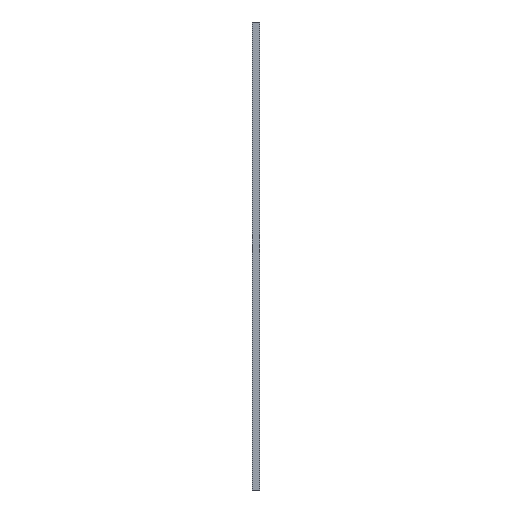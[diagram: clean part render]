
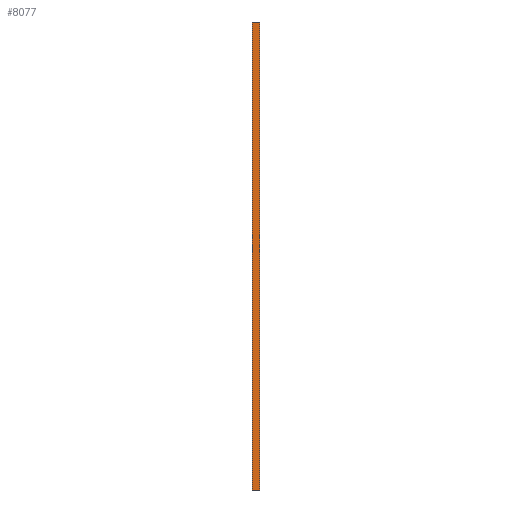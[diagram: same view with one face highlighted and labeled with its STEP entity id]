
A CAD part, left-side view. The second image highlights one B-rep face of the part: STEP entity #8077.
In plain terms, the highlighted planar face has unit normal (-1, 0, 0).
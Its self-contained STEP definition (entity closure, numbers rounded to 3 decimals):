
#545=FACE_OUTER_BOUND('',#915,.T.);
#915=EDGE_LOOP('',(#6591,#6592,#6593,#6594));
#2179=LINE('',#12501,#3283);
#2180=LINE('',#12503,#3284);
#2181=LINE('',#12505,#3285);
#2182=LINE('',#12506,#3286);
#3283=VECTOR('',#10291,10.);
#3284=VECTOR('',#10292,10.);
#3285=VECTOR('',#10293,10.);
#3286=VECTOR('',#10294,10.);
#4023=VERTEX_POINT('',#12499);
#4024=VERTEX_POINT('',#12500);
#4025=VERTEX_POINT('',#12502);
#4026=VERTEX_POINT('',#12504);
#5123=EDGE_CURVE('',#4023,#4024,#2179,.T.);
#5124=EDGE_CURVE('',#4023,#4025,#2180,.T.);
#5125=EDGE_CURVE('',#4026,#4025,#2181,.T.);
#5126=EDGE_CURVE('',#4024,#4026,#2182,.T.);
#6591=ORIENTED_EDGE('',*,*,#5123,.F.);
#6592=ORIENTED_EDGE('',*,*,#5124,.T.);
#6593=ORIENTED_EDGE('',*,*,#5125,.F.);
#6594=ORIENTED_EDGE('',*,*,#5126,.F.);
#7707=PLANE('',#8461);
#8077=ADVANCED_FACE('',(#545),#7707,.T.);
#8461=AXIS2_PLACEMENT_3D('',#12498,#10289,#10290);
#10289=DIRECTION('center_axis',(-1.,0.,0.));
#10290=DIRECTION('ref_axis',(0.,0.,1.));
#10291=DIRECTION('',(0.,0.,-1.));
#10292=DIRECTION('',(0.,1.,0.));
#10293=DIRECTION('',(0.,0.,1.));
#10294=DIRECTION('',(0.,1.,0.));
#12498=CARTESIAN_POINT('Origin',(0.095,0.,-95.508));
#12499=CARTESIAN_POINT('',(0.095,0.,-0.258));
#12500=CARTESIAN_POINT('',(0.095,0.,-95.508));
#12501=CARTESIAN_POINT('',(0.095,0.,-0.258));
#12502=CARTESIAN_POINT('',(0.095,1.6,-0.258));
#12503=CARTESIAN_POINT('',(0.095,0.,-0.258));
#12504=CARTESIAN_POINT('',(0.095,1.6,-95.508));
#12505=CARTESIAN_POINT('',(0.095,1.6,-0.258));
#12506=CARTESIAN_POINT('',(0.095,0.,-95.508));
